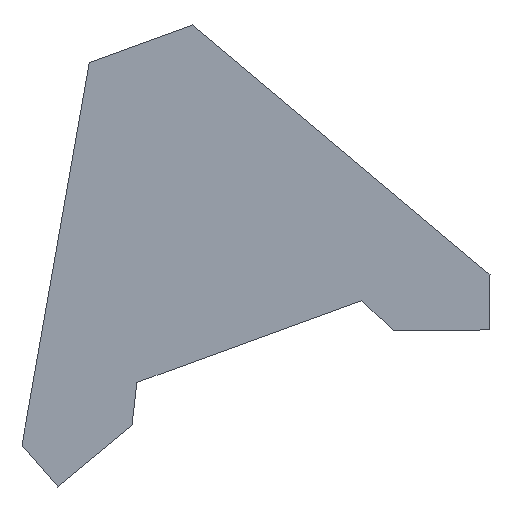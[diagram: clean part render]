
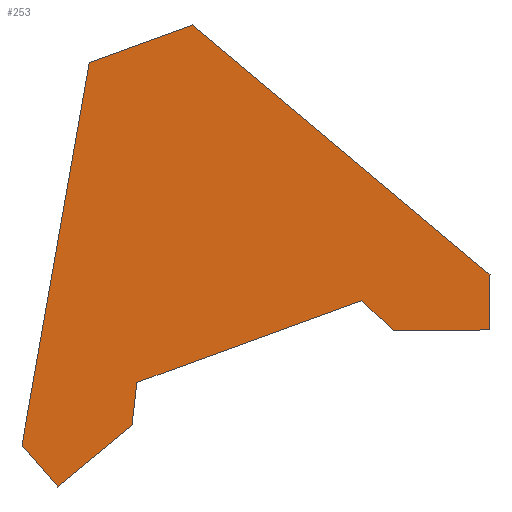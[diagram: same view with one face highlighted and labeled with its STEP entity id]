
A CAD part, front view. The second image highlights one B-rep face of the part: STEP entity #253.
In plain terms, the highlighted planar face has unit normal (0, -1, 0).
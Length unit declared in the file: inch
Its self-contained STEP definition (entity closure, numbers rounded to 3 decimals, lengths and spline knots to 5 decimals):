
#27=FACE_OUTER_BOUND('',#40,.T.);
#40=EDGE_LOOP('',(#217,#218,#219,#220,#221,#222,#223,#224,#225,#226,#227));
#52=LINE('',#369,#85);
#55=LINE('',#374,#88);
#57=LINE('',#379,#90);
#60=LINE('',#384,#93);
#62=LINE('',#388,#95);
#64=LINE('',#392,#97);
#66=LINE('',#396,#99);
#68=LINE('',#400,#101);
#70=LINE('',#403,#103);
#71=LINE('',#406,#104);
#73=LINE('',#409,#106);
#85=VECTOR('',#298,0.3937);
#88=VECTOR('',#303,0.3937);
#90=VECTOR('',#307,0.3937);
#93=VECTOR('',#312,0.3937);
#95=VECTOR('',#316,0.3937);
#97=VECTOR('',#320,0.3937);
#99=VECTOR('',#324,0.3937);
#101=VECTOR('',#328,0.3937);
#103=VECTOR('',#332,0.3937);
#104=VECTOR('',#335,0.3937);
#106=VECTOR('',#339,0.3937);
#118=VERTEX_POINT('',#367);
#119=VERTEX_POINT('',#368);
#120=VERTEX_POINT('',#373);
#121=VERTEX_POINT('',#377);
#122=VERTEX_POINT('',#378);
#123=VERTEX_POINT('',#383);
#124=VERTEX_POINT('',#387);
#125=VERTEX_POINT('',#391);
#126=VERTEX_POINT('',#395);
#127=VERTEX_POINT('',#399);
#128=VERTEX_POINT('',#405);
#140=EDGE_CURVE('',#118,#119,#52,.T.);
#143=EDGE_CURVE('',#119,#120,#55,.T.);
#145=EDGE_CURVE('',#121,#122,#57,.T.);
#148=EDGE_CURVE('',#123,#121,#60,.T.);
#150=EDGE_CURVE('',#122,#124,#62,.T.);
#152=EDGE_CURVE('',#125,#123,#64,.T.);
#154=EDGE_CURVE('',#124,#126,#66,.T.);
#156=EDGE_CURVE('',#127,#125,#68,.T.);
#158=EDGE_CURVE('',#126,#118,#70,.T.);
#159=EDGE_CURVE('',#128,#127,#71,.T.);
#161=EDGE_CURVE('',#120,#128,#73,.T.);
#217=ORIENTED_EDGE('',*,*,#145,.F.);
#218=ORIENTED_EDGE('',*,*,#148,.F.);
#219=ORIENTED_EDGE('',*,*,#152,.F.);
#220=ORIENTED_EDGE('',*,*,#156,.F.);
#221=ORIENTED_EDGE('',*,*,#159,.F.);
#222=ORIENTED_EDGE('',*,*,#161,.F.);
#223=ORIENTED_EDGE('',*,*,#143,.F.);
#224=ORIENTED_EDGE('',*,*,#140,.F.);
#225=ORIENTED_EDGE('',*,*,#158,.F.);
#226=ORIENTED_EDGE('',*,*,#154,.F.);
#227=ORIENTED_EDGE('',*,*,#150,.F.);
#240=PLANE('',#280);
#253=ADVANCED_FACE('',(#27),#240,.F.);
#280=AXIS2_PLACEMENT_3D('',#410,#340,#341);
#298=DIRECTION('',(-1.,0.,-0.006));
#303=DIRECTION('',(-0.726,0.,0.688));
#307=DIRECTION('',(0.173,0.,0.985));
#312=DIRECTION('',(-0.65,0.,0.76));
#316=DIRECTION('',(0.94,0.,0.342));
#320=DIRECTION('',(-0.77,0.,-0.638));
#324=DIRECTION('',(0.766,0.,-0.643));
#328=DIRECTION('',(-0.114,0.,-0.993));
#332=DIRECTION('',(-0.01,0.,-1.));
#335=DIRECTION('',(-0.94,0.,-0.342));
#339=DIRECTION('',(-0.94,0.,-0.342));
#340=DIRECTION('center_axis',(0.,1.,0.));
#341=DIRECTION('ref_axis',(1.,0.,0.));
#367=CARTESIAN_POINT('',(7.45207,0.,-7.49999));
#368=CARTESIAN_POINT('',(5.59384,0.,-7.51122));
#369=CARTESIAN_POINT('',(-11.1851,0.,-7.61262));
#373=CARTESIAN_POINT('',(4.98494,0.,-6.93471));
#374=CARTESIAN_POINT('',(-5.8822,0.,3.35437));
#377=CARTESIAN_POINT('',(-1.58211,0.,-9.72399));
#378=CARTESIAN_POINT('',(-0.28139,0.,-2.33341));
#379=CARTESIAN_POINT('',(-1.09179,0.,-6.93801));
#383=CARTESIAN_POINT('',(-0.8877,0.,-10.53543));
#384=CARTESIAN_POINT('',(-9.86411,0.,-0.0462));
#387=CARTESIAN_POINT('',(1.71545,0.,-1.60662));
#388=CARTESIAN_POINT('',(-12.81164,0.,-6.89404));
#391=CARTESIAN_POINT('',(0.543,0.,-9.34958));
#392=CARTESIAN_POINT('',(-5.92994,0.,-14.71471));
#395=CARTESIAN_POINT('',(7.46243,0.,-6.43205));
#396=CARTESIAN_POINT('',(-8.19042,0.,6.71079));
#399=CARTESIAN_POINT('',(0.63887,0.,-8.51656));
#400=CARTESIAN_POINT('',(0.97989,0.,-5.55338));
#403=CARTESIAN_POINT('',(7.49674,0.,-2.89757));
#405=CARTESIAN_POINT('',(2.81191,0.,-7.72563));
#406=CARTESIAN_POINT('',(-10.21754,0.,-12.46797));
#409=CARTESIAN_POINT('',(-9.13101,0.,-12.07251));
#410=CARTESIAN_POINT('Origin',(-29.875,0.,1.));
